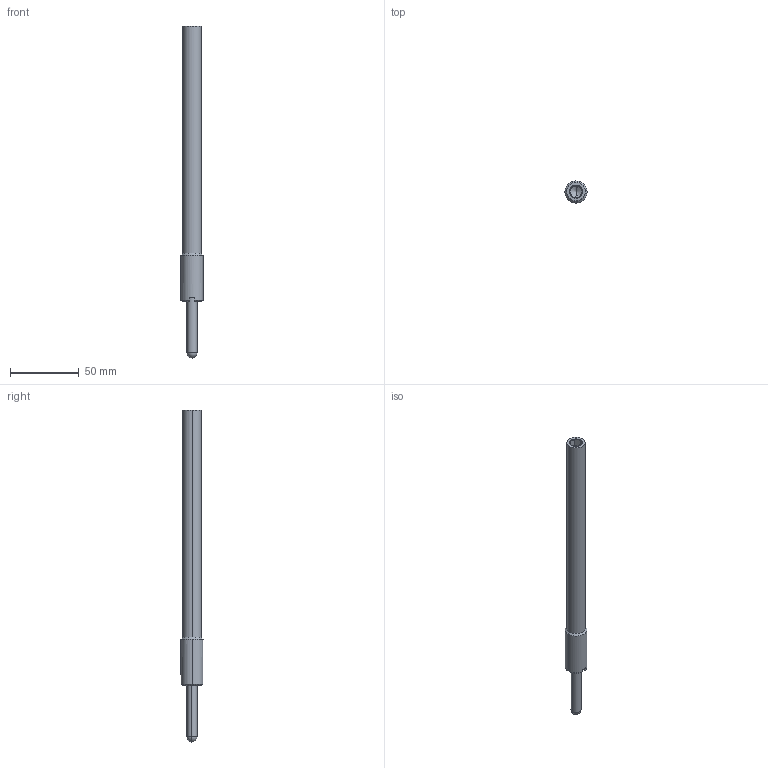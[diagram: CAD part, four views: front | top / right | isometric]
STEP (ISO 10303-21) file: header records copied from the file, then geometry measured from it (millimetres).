
FILE_DESCRIPTION(('STEP AP214'),'1');
FILE_NAME('HALDERN_EH_22070_0616.stp','2020-04-22T11:24:58',('TraceParts'),('TraceParts S.A.'),'Spatial InterOp 3D',' ',' ');
FILE_SCHEMA(('AUTOMOTIVE_DESIGN { 1 0 10303 214 1 1 1 1 }'));
Length unit declared in the file: millimetre
Products named in the file (1): HALDERN_EH_22070_0616_1
Bounding box: 16 x 16 x 241 mm (x, y, z)
Volume: 31319 mm3; surface area: 11026.5 mm2
Topology: 2 solids, 2 shells, 64 faces, 154 edges, 94 vertices
Faces by surface type: plane 32, cylinder 20, cone 10, sphere 2
Entity records: 3334 total; most frequent: DIRECTION 338, CARTESIAN_POINT 326, ORIENTED_EDGE 300, STYLED_ITEM 258, PRESENTATION_STYLE_ASSIGNMENT 258, COLOUR_RGB 258, EDGE_CURVE 150, AXIS2_PLACEMENT_3D 130
